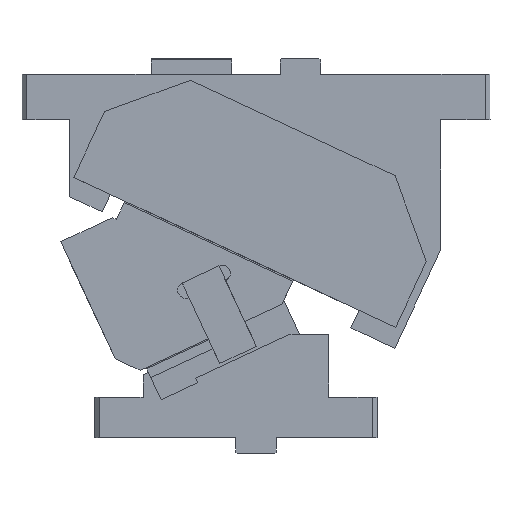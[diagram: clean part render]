
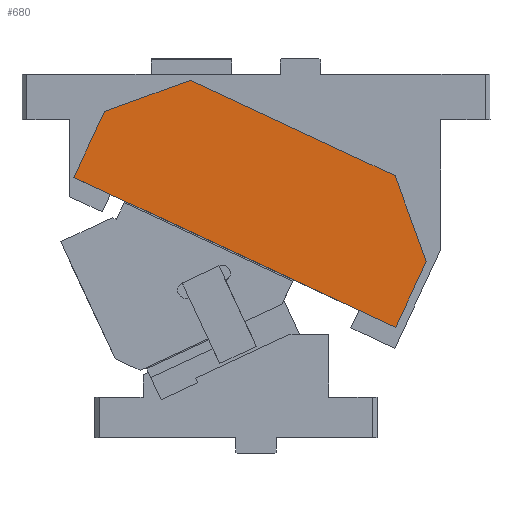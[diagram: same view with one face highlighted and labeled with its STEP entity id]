
A CAD part, left-side view. The second image highlights one B-rep face of the part: STEP entity #680.
In plain terms, the highlighted planar face has unit normal (-1, 0, 0).
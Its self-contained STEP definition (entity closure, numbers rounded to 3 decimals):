
#474=CARTESIAN_POINT('Vertex',(229.775,324.336,-156.714)) ;
#479=CARTESIAN_POINT('Line Origine',(229.775,424.03,-110.226)) ;
#483=CARTESIAN_POINT('Vertex',(229.775,523.723,-63.738)) ;
#530=CARTESIAN_POINT('Vertex',(229.775,305.318,-115.93)) ;
#535=CARTESIAN_POINT('Line Origine',(229.775,314.827,-136.322)) ;
#568=CARTESIAN_POINT('Vertex',(229.775,324.665,-62.773)) ;
#571=CARTESIAN_POINT('Line Origine',(229.775,314.992,-89.351)) ;
#588=CARTESIAN_POINT('Line Origine',(229.775,388.107,-33.19)) ;
#592=CARTESIAN_POINT('Vertex',(229.775,451.549,-3.606)) ;
#623=CARTESIAN_POINT('Vertex',(229.775,504.706,-22.954)) ;
#628=CARTESIAN_POINT('Line Origine',(229.775,478.127,-13.28)) ;
#650=CARTESIAN_POINT('Line Origine',(229.775,514.214,-43.346)) ;
#667=CARTESIAN_POINT('Axis2P3D Location',(229.775,407.957,-75.758)) ;
#480=DIRECTION('Vector Direction',(0.,-0.906,-0.423)) ;
#536=DIRECTION('Vector Direction',(0.,-0.423,0.906)) ;
#572=DIRECTION('Vector Direction',(0.,0.342,0.94)) ;
#589=DIRECTION('Vector Direction',(0.,0.906,0.423)) ;
#629=DIRECTION('Vector Direction',(0.,0.94,-0.342)) ;
#651=DIRECTION('Vector Direction',(0.,0.423,-0.906)) ;
#668=DIRECTION('Axis2P3D Direction',(1.,0.,-0.)) ;
#669=DIRECTION('Axis2P3D XDirection',(0.,0.906,0.423)) ;
#670=AXIS2_PLACEMENT_3D('Plane Axis2P3D',#667,#668,#669) ;
#673=ORIENTED_EDGE('',*,*,#632,.T.) ;
#674=ORIENTED_EDGE('',*,*,#654,.T.) ;
#675=ORIENTED_EDGE('',*,*,#485,.T.) ;
#676=ORIENTED_EDGE('',*,*,#539,.T.) ;
#677=ORIENTED_EDGE('',*,*,#575,.T.) ;
#678=ORIENTED_EDGE('',*,*,#594,.T.) ;
#481=VECTOR('Line Direction',#480,1.) ;
#537=VECTOR('Line Direction',#536,1.) ;
#573=VECTOR('Line Direction',#572,1.) ;
#590=VECTOR('Line Direction',#589,1.) ;
#630=VECTOR('Line Direction',#629,1.) ;
#652=VECTOR('Line Direction',#651,1.) ;
#680=ADVANCED_FACE('CAM HOLDER',(#679),#671,.F.) ;
#485=EDGE_CURVE('',#484,#475,#482,.T.) ;
#539=EDGE_CURVE('',#475,#531,#538,.T.) ;
#575=EDGE_CURVE('',#531,#569,#574,.T.) ;
#594=EDGE_CURVE('',#569,#593,#591,.T.) ;
#632=EDGE_CURVE('',#593,#624,#631,.T.) ;
#654=EDGE_CURVE('',#624,#484,#653,.T.) ;
#672=EDGE_LOOP('',(#673,#674,#675,#676,#677,#678)) ;
#679=FACE_OUTER_BOUND('',#672,.T.) ;
#482=LINE('Line',#479,#481) ;
#538=LINE('Line',#535,#537) ;
#574=LINE('Line',#571,#573) ;
#591=LINE('Line',#588,#590) ;
#631=LINE('Line',#628,#630) ;
#653=LINE('Line',#650,#652) ;
#671=PLANE('Plane',#670) ;
#475=VERTEX_POINT('',#474) ;
#484=VERTEX_POINT('',#483) ;
#531=VERTEX_POINT('',#530) ;
#569=VERTEX_POINT('',#568) ;
#593=VERTEX_POINT('',#592) ;
#624=VERTEX_POINT('',#623) ;
